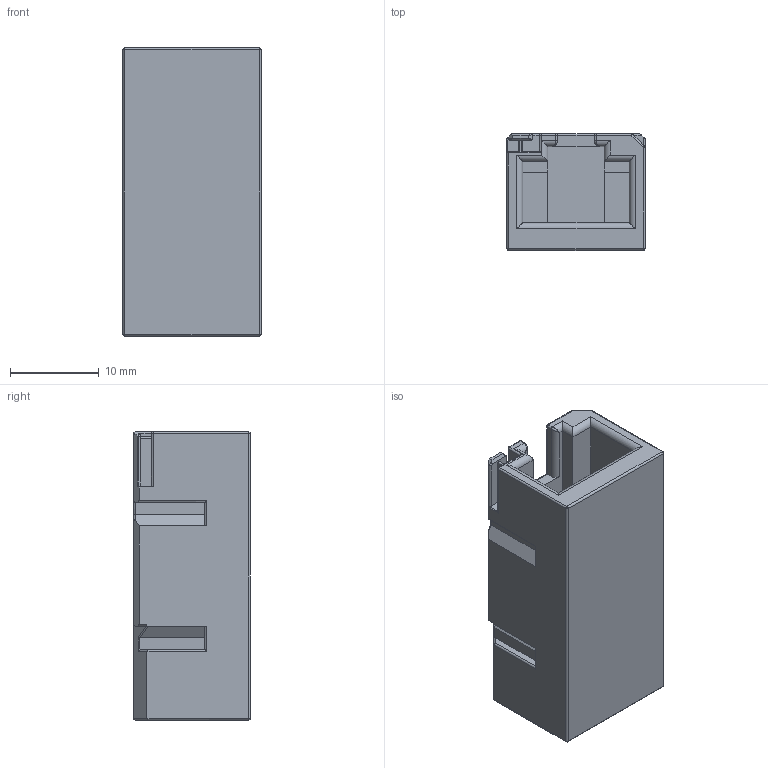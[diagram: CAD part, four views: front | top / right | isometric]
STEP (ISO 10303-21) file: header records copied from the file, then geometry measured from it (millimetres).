
FILE_DESCRIPTION(('CATIA V5 STEP Exchange','CAx-IF Rec.Pracs.--- Model Styling and Organization---1.4--- 2014-01-23'),'2;1');
FILE_NAME ('028527-2_1', '2019-10-18T10:28:51+00:00', ('none'), ('Weidmueller'), 'CATIA Version 5-6 Release 2016 SP3 HF44', 'CATIA V5 STEP AP214', 'none');
FILE_SCHEMA(('AUTOMOTIVE_DESIGN { 1 0 10303 214 1 1 1 1 }'));
Length unit declared in the file: millimetre
Products named in the file (1): 1962840000
Bounding box: 15.55 x 13.14 x 32.46 mm (x, y, z)
Volume: 3880.7 mm3; surface area: 3384.8 mm2
Topology: 1 solids, 1 shells, 216 faces, 531 edges, 317 vertices
Faces by surface type: cylinder 98, plane 96, sphere 18, bspline 4
Entity records: 6926 total; most frequent: CARTESIAN_POINT 2085, ORIENTED_EDGE 1062, DIRECTION 862, EDGE_CURVE 531, VECTOR 372, LINE 372, VERTEX_POINT 317, AXIS2_PLACEMENT_3D 279
